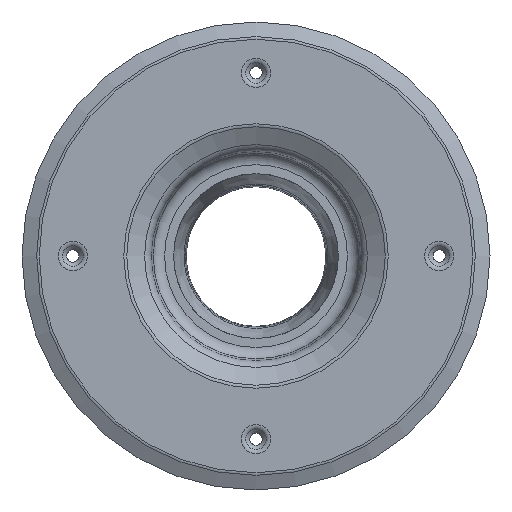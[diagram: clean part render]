
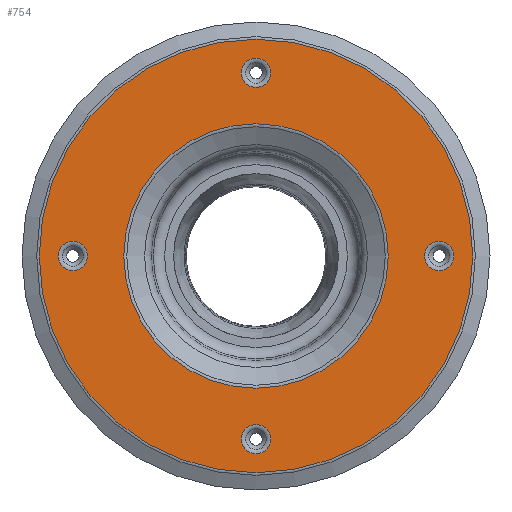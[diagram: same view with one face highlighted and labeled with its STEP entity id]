
A CAD part, top view. The second image highlights one B-rep face of the part: STEP entity #754.
In plain terms, the highlighted planar face has unit normal (0, 0, 1).
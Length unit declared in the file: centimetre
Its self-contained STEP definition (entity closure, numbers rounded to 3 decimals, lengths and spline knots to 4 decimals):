
#24=FACE_BOUND('',#154,.T.);
#25=FACE_BOUND('',#155,.T.);
#26=FACE_BOUND('',#156,.T.);
#27=FACE_BOUND('',#157,.T.);
#28=FACE_BOUND('',#158,.T.);
#36=PLANE('',#937);
#101=FACE_OUTER_BOUND('',#153,.T.);
#153=EDGE_LOOP('',(#633));
#154=EDGE_LOOP('',(#634));
#155=EDGE_LOOP('',(#635));
#156=EDGE_LOOP('',(#636));
#157=EDGE_LOOP('',(#637));
#158=EDGE_LOOP('',(#638));
#199=CIRCLE('',#867,7.182);
#209=CIRCLE('',#882,7.182);
#219=CIRCLE('',#897,7.182);
#229=CIRCLE('',#912,7.182);
#244=CIRCLE('',#935,65.);
#246=CIRCLE('',#938,106.5278);
#288=VERTEX_POINT('',#1364);
#296=VERTEX_POINT('',#1390);
#304=VERTEX_POINT('',#1416);
#312=VERTEX_POINT('',#1442);
#323=VERTEX_POINT('',#1478);
#324=VERTEX_POINT('',#1482);
#374=EDGE_CURVE('',#288,#288,#199,.T.);
#387=EDGE_CURVE('',#296,#296,#209,.T.);
#400=EDGE_CURVE('',#304,#304,#219,.T.);
#413=EDGE_CURVE('',#312,#312,#229,.T.);
#430=EDGE_CURVE('',#323,#323,#244,.T.);
#432=EDGE_CURVE('',#324,#324,#246,.T.);
#633=ORIENTED_EDGE('',*,*,#432,.F.);
#634=ORIENTED_EDGE('',*,*,#374,.T.);
#635=ORIENTED_EDGE('',*,*,#387,.T.);
#636=ORIENTED_EDGE('',*,*,#400,.T.);
#637=ORIENTED_EDGE('',*,*,#413,.T.);
#638=ORIENTED_EDGE('',*,*,#430,.T.);
#754=ADVANCED_FACE('',(#101,#24,#25,#26,#27,#28),#36,.T.);
#867=AXIS2_PLACEMENT_3D('',#1365,#1065,#1066);
#882=AXIS2_PLACEMENT_3D('',#1391,#1098,#1099);
#897=AXIS2_PLACEMENT_3D('',#1417,#1131,#1132);
#912=AXIS2_PLACEMENT_3D('',#1443,#1164,#1165);
#935=AXIS2_PLACEMENT_3D('',#1479,#1212,#1213);
#937=AXIS2_PLACEMENT_3D('',#1481,#1216,#1217);
#938=AXIS2_PLACEMENT_3D('',#1483,#1218,#1219);
#1065=DIRECTION('center_axis',(0.,0.,-1.));
#1066=DIRECTION('ref_axis',(0.,-1.,0.));
#1098=DIRECTION('center_axis',(0.,0.,-1.));
#1099=DIRECTION('ref_axis',(-1.,0.,0.));
#1131=DIRECTION('center_axis',(0.,0.,-1.));
#1132=DIRECTION('ref_axis',(0.,1.,0.));
#1164=DIRECTION('center_axis',(0.,0.,-1.));
#1165=DIRECTION('ref_axis',(1.,0.,0.));
#1212=DIRECTION('center_axis',(0.,0.,-1.));
#1213=DIRECTION('ref_axis',(1.,0.,0.));
#1216=DIRECTION('center_axis',(0.,0.,1.));
#1217=DIRECTION('ref_axis',(0.,-1.,0.));
#1218=DIRECTION('center_axis',(0.,0.,-1.));
#1219=DIRECTION('ref_axis',(1.,0.,0.));
#1364=CARTESIAN_POINT('',(-7.182,-90.,150.));
#1365=CARTESIAN_POINT('Origin',(0.,-90.,150.));
#1390=CARTESIAN_POINT('',(-90.,7.182,150.));
#1391=CARTESIAN_POINT('Origin',(-90.,0.,150.));
#1416=CARTESIAN_POINT('',(7.182,90.,150.));
#1417=CARTESIAN_POINT('Origin',(0.,90.,150.));
#1442=CARTESIAN_POINT('',(90.,-7.182,150.));
#1443=CARTESIAN_POINT('Origin',(90.,0.,150.));
#1478=CARTESIAN_POINT('',(0.,-65.,150.));
#1479=CARTESIAN_POINT('Origin',(0.,0.,150.));
#1481=CARTESIAN_POINT('Origin',(106.5278,0.,150.));
#1482=CARTESIAN_POINT('',(0.,-106.5278,150.));
#1483=CARTESIAN_POINT('Origin',(0.,0.,150.));
